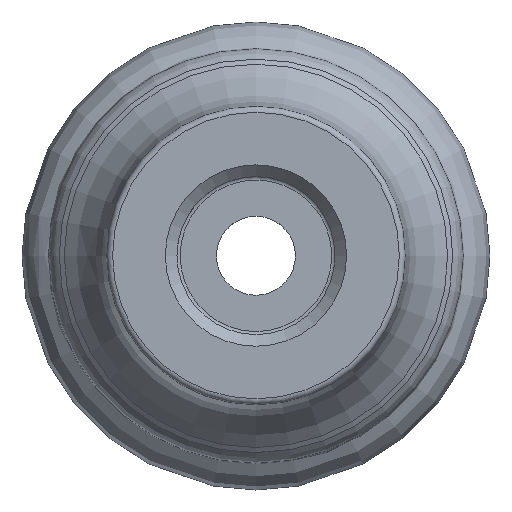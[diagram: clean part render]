
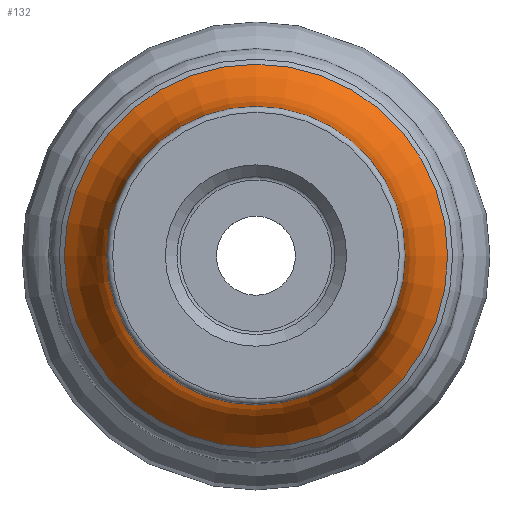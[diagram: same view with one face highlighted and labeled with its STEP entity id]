
A CAD part, top view. The second image highlights one B-rep face of the part: STEP entity #132.
In plain terms, the highlighted toroidal (fillet/blend) face has major radius 45.848 mm and minor radius 20.348 mm.
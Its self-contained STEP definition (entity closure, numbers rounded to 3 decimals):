
#116=TOROIDAL_SURFACE('',#566,45.848,20.348);
#132=ADVANCED_FACE('',(#171,#172),#116,.F.);
#171=FACE_BOUND('',#230,.T.);
#172=FACE_BOUND('',#231,.T.);
#230=EDGE_LOOP('',(#288));
#231=EDGE_LOOP('',(#289));
#288=ORIENTED_EDGE('',*,*,#374,.T.);
#289=ORIENTED_EDGE('',*,*,#373,.F.);
#343=VERTEX_POINT('',#801);
#344=VERTEX_POINT('',#804);
#373=EDGE_CURVE('',#343,#343,#402,.T.);
#374=EDGE_CURVE('',#344,#344,#403,.T.);
#402=CIRCLE('',#563,25.5);
#403=CIRCLE('',#565,32.762);
#563=AXIS2_PLACEMENT_3D('',#800,#653,#654);
#565=AXIS2_PLACEMENT_3D('',#803,#657,#658);
#566=AXIS2_PLACEMENT_3D('',#805,#659,#660);
#653=DIRECTION('',(0.,0.,1.));
#654=DIRECTION('',(-1.,0.,0.));
#657=DIRECTION('',(0.,0.,1.));
#658=DIRECTION('',(-1.,0.,0.));
#659=DIRECTION('',(0.,0.,-1.));
#660=DIRECTION('',(-1.,0.,0.));
#800=CARTESIAN_POINT('',(0.,0.,-13.961));
#801=CARTESIAN_POINT('',(-25.5,0.,-13.961));
#803=CARTESIAN_POINT('',(0.,0.,-29.543));
#804=CARTESIAN_POINT('',(-32.762,0.,-29.543));
#805=CARTESIAN_POINT('',(0.,0.,-13.961));
